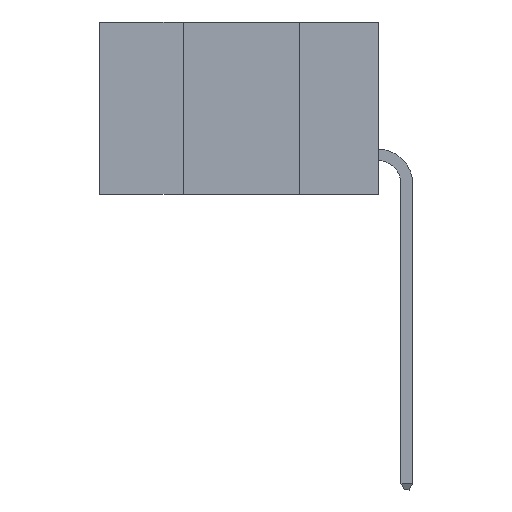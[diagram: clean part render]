
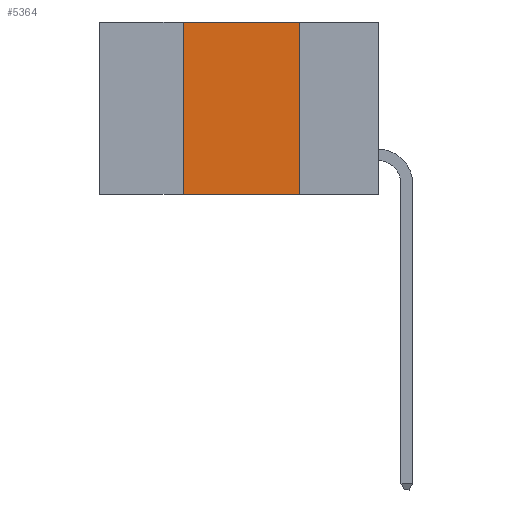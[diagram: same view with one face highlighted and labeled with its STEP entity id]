
A CAD part, left-side view. The second image highlights one B-rep face of the part: STEP entity #5364.
In plain terms, the highlighted planar face has unit normal (-1, 0, 0).
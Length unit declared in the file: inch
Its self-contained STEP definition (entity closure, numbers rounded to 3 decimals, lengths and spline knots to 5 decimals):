
#945 = DIRECTION ( 'NONE',  ( 0., 0., 1. ) ) ;
#1410 = CARTESIAN_POINT ( 'NONE',  ( 0., 0.6, -0.37 ) ) ;
#1867 = CARTESIAN_POINT ( 'NONE',  ( 0., 0.42, 0. ) ) ;
#1899 = CARTESIAN_POINT ( 'NONE',  ( 0., 0.6, 0. ) ) ;
#2013 = VERTEX_POINT ( 'NONE', #4122 ) ;
#2337 = VECTOR ( 'NONE', #945, 39.37008 ) ;
#2383 = VECTOR ( 'NONE', #4940, 39.37008 ) ;
#2565 = ORIENTED_EDGE ( 'NONE', *, *, #9142, .F. ) ;
#2691 = VECTOR ( 'NONE', #6595, 39.37008 ) ;
#3146 = CARTESIAN_POINT ( 'NONE',  ( 0., 0.6, 0. ) ) ;
#3690 = CARTESIAN_POINT ( 'NONE',  ( 0., 0.42, 0. ) ) ;
#4122 = CARTESIAN_POINT ( 'NONE',  ( 0., 0.42, -0.37 ) ) ;
#4155 = FACE_OUTER_BOUND ( 'NONE', #6140, .T. ) ;
#4192 = ORIENTED_EDGE ( 'NONE', *, *, #11578, .F. ) ;
#4659 = EDGE_CURVE ( 'NONE', #6657, #8856, #4771, .T. ) ;
#4771 = LINE ( 'NONE', #8591, #2383 ) ;
#4785 = ORIENTED_EDGE ( 'NONE', *, *, #7140, .T. ) ;
#4940 = DIRECTION ( 'NONE',  ( 0., 0., -1. ) ) ;
#5177 = PLANE ( 'NONE',  #6330 ) ;
#5364 = ADVANCED_FACE ( 'NONE', ( #4155 ), #5177, .F. ) ;
#6062 = CARTESIAN_POINT ( 'NONE',  ( 0., 0.17, -0.37 ) ) ;
#6140 = EDGE_LOOP ( 'NONE', ( #9096, #2565, #4192, #4785 ) ) ;
#6212 = VECTOR ( 'NONE', #8072, 39.37008 ) ;
#6330 = AXIS2_PLACEMENT_3D ( 'NONE', #3146, #10920, #9038 ) ;
#6595 = DIRECTION ( 'NONE',  ( 0., -1., 0. ) ) ;
#6655 = LINE ( 'NONE', #1867, #2337 ) ;
#6657 = VERTEX_POINT ( 'NONE', #9844 ) ;
#7104 = LINE ( 'NONE', #1410, #6212 ) ;
#7140 = EDGE_CURVE ( 'NONE', #2013, #8856, #7104, .T. ) ;
#8072 = DIRECTION ( 'NONE',  ( 0., -1., 0. ) ) ;
#8591 = CARTESIAN_POINT ( 'NONE',  ( 0., 0.17, 0. ) ) ;
#8856 = VERTEX_POINT ( 'NONE', #6062 ) ;
#9038 = DIRECTION ( 'NONE',  ( 0., 0., -1. ) ) ;
#9096 = ORIENTED_EDGE ( 'NONE', *, *, #4659, .F. ) ;
#9142 = EDGE_CURVE ( 'NONE', #9156, #6657, #9881, .T. ) ;
#9156 = VERTEX_POINT ( 'NONE', #3690 ) ;
#9844 = CARTESIAN_POINT ( 'NONE',  ( 0., 0.17, 0. ) ) ;
#9881 = LINE ( 'NONE', #1899, #2691 ) ;
#10920 = DIRECTION ( 'NONE',  ( 1., 0., 0. ) ) ;
#11578 = EDGE_CURVE ( 'NONE', #2013, #9156, #6655, .T. ) ;
